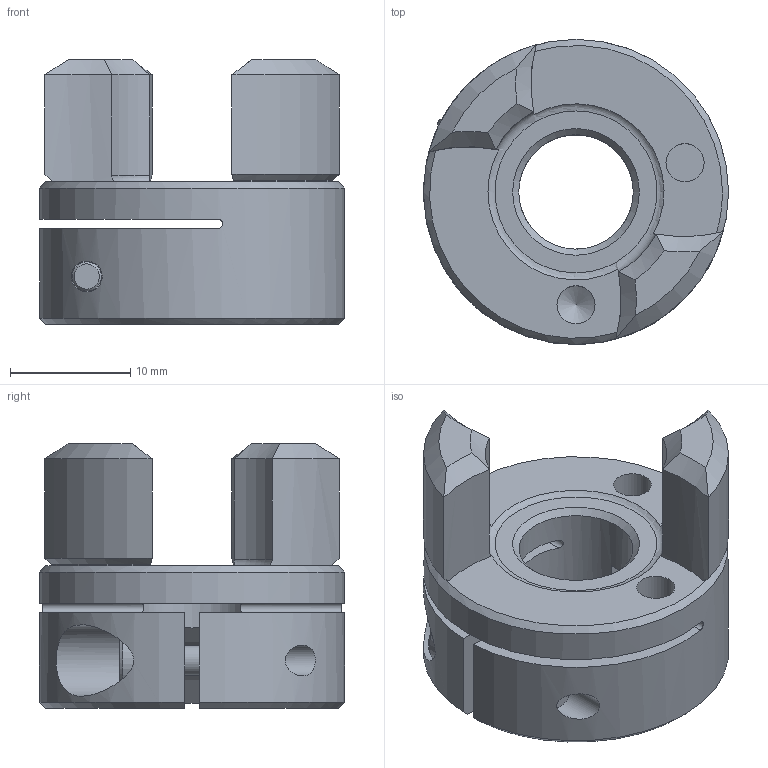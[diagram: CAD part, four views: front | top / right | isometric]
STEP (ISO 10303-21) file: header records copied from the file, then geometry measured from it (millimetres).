
FILE_DESCRIPTION(/* description */ (''),/* implementation_level */ '2;1');
FILE_NAME(/* name */ 'JC16-6-A.stp',/* time_stamp */ '2019-12-05T17:15:57-08:00',/* author */ ('Phillips Lenovo'),/* organization */ ('Autodesk Inc.'),/* preprocessor_version */ 'ST-DEVELOPER v18',/* originating_system */ 'Autodesk Inventor 2020',/* authorisation */ '');
FILE_SCHEMA (('AUTOMOTIVE_DESIGN { 1 0 10303 214 3 1 1 }'));
Length unit declared in the file: inch
Products named in the file (3): JC16-6-A; MJC15-33 A_JC16-6-A; Metric Socket Head Cap Screws 1_CFM3_10
Assembly tree (2 placements, depth 2):
  JC16-6-A
    MJC15-33 A_JC16-6-A
    Metric Socket Head Cap Screws 1_CFM3_10
Bounding box: 25.4 x 25.4 x 22.04 mm (x, y, z)
Volume: 5397.8 mm3; surface area: 3756.3 mm2
Topology: 2 solids, 2 shells, 68 faces, 190 edges, 128 vertices
Faces by surface type: plane 25, cylinder 23, cone 19, torus 1
Full cylindrical faces by diameter (mm): 2.45 x1, 2.578 x1, 3.175 x3, 3.264 x1, 5.5 x1, 5.954 x1, 9.525 x1, 25.4 x1
Entity records: 2543 total; most frequent: CARTESIAN_POINT 638, DIRECTION 390, ORIENTED_EDGE 376, EDGE_CURVE 188, AXIS2_PLACEMENT_3D 164, VERTEX_POINT 128, CIRCLE 91, EDGE_LOOP 80
